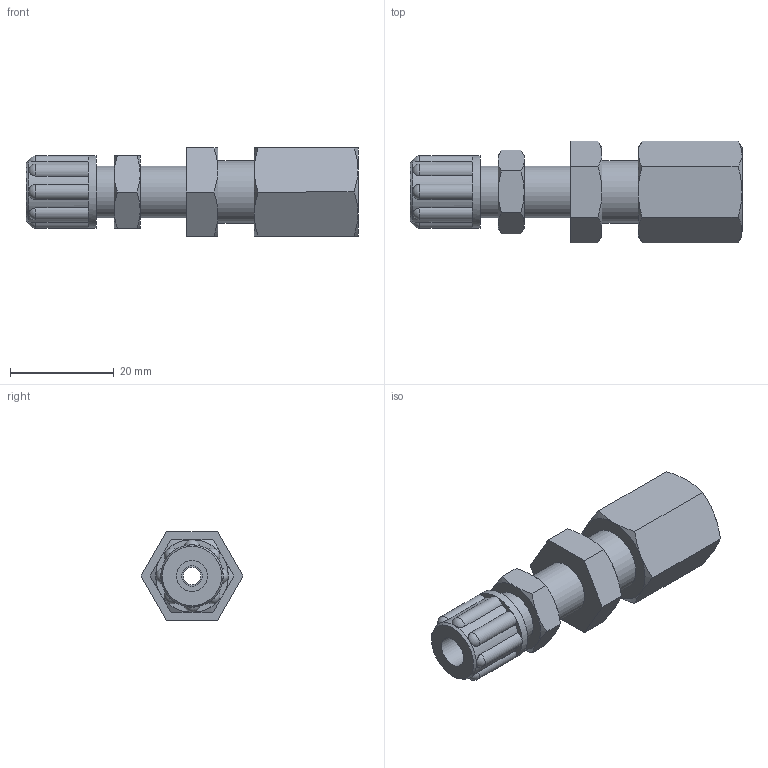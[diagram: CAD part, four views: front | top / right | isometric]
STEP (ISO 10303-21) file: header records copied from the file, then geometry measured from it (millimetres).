
FILE_DESCRIPTION(/* description */ (''),/* implementation_level */ '2;1');
FILE_NAME(/* name */ '1A101P40xx.stp',/* time_stamp */ '2018-02-02T12:46:09+01:00',/* author */ ('SoMue'),/* organization */ (''),/* preprocessor_version */ 'ST-DEVELOPER v17',/* originating_system */ 'Autodesk Inventor 2018',/* authorisation */ '');
FILE_SCHEMA (('CONFIG_CONTROL_DESIGN'));
Length unit declared in the file: millimetre
Products named in the file (1): 1A101P40xx
Bounding box: 64 x 19.63 x 17 mm (x, y, z)
Volume: 9654.6 mm3; surface area: 5226.7 mm2
Topology: 1 solids, 1 shells, 102 faces, 236 edges, 145 vertices
Faces by surface type: plane 37, cone 32, cylinder 25, sphere 8
Full cylindrical faces by diameter (mm): 3.4 x1, 4 x2, 6 x2, 10 x2, 12 x1, 14 x1
Entity records: 3020 total; most frequent: CARTESIAN_POINT 780, DIRECTION 475, ORIENTED_EDGE 472, EDGE_CURVE 236, AXIS2_PLACEMENT_3D 212, VERTEX_POINT 145, EDGE_LOOP 113, CIRCLE 109
